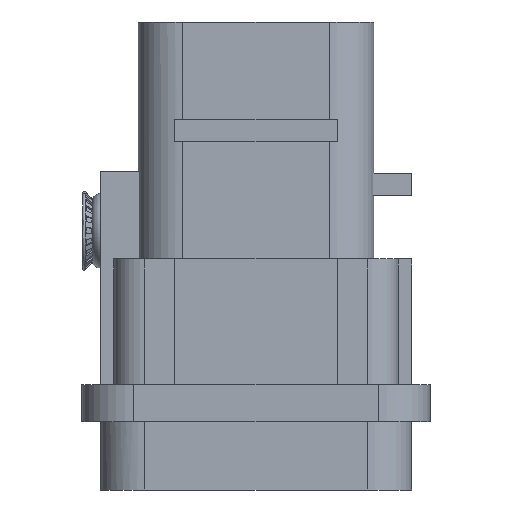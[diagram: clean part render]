
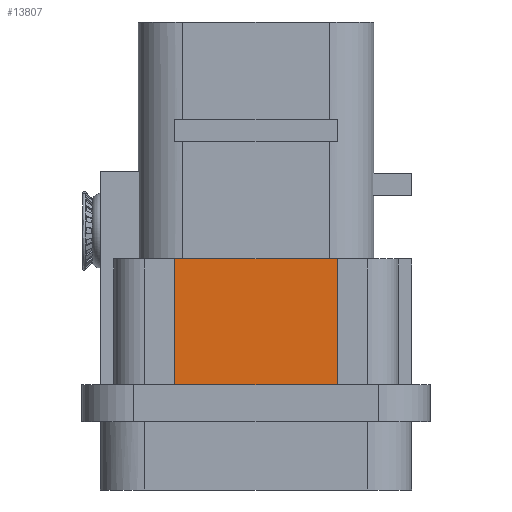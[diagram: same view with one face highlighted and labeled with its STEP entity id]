
A CAD part, front view. The second image highlights one B-rep face of the part: STEP entity #13807.
In plain terms, the highlighted planar face has unit normal (0, -1, 0).
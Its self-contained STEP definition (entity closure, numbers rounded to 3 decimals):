
#1277=DIRECTION('',(-1.,0.,0.));
#1278=VECTOR('',#1277,11.);
#1279=CARTESIAN_POINT('',(5.5,-10.5,7.1));
#1280=LINE('',#1279,#1278);
#1281=DIRECTION('',(0.,0.,-1.));
#1282=VECTOR('',#1281,8.5);
#1283=CARTESIAN_POINT('',(5.5,-10.5,15.6));
#1284=LINE('',#1283,#1282);
#1302=DIRECTION('',(0.,0.,-1.));
#1303=VECTOR('',#1302,8.5);
#1304=CARTESIAN_POINT('',(-5.5,-10.5,15.6));
#1305=LINE('',#1304,#1303);
#1359=DIRECTION('',(-1.,0.,0.));
#1360=VECTOR('',#1359,11.);
#1361=CARTESIAN_POINT('',(5.5,-10.5,15.6));
#1362=LINE('',#1361,#1360);
#11095=CARTESIAN_POINT('',(-5.5,-10.5,7.1));
#11096=VERTEX_POINT('',#11095);
#11099=CARTESIAN_POINT('',(5.5,-10.5,7.1));
#11100=VERTEX_POINT('',#11099);
#11109=CARTESIAN_POINT('',(5.5,-10.5,15.6));
#11110=VERTEX_POINT('',#11109);
#11113=CARTESIAN_POINT('',(-5.5,-10.5,15.6));
#11114=VERTEX_POINT('',#11113);
#13794=CARTESIAN_POINT('',(-10.5,-10.5,0.));
#13795=DIRECTION('',(0.,-1.,0.));
#13796=DIRECTION('',(1.,0.,0.));
#13797=AXIS2_PLACEMENT_3D('',#13794,#13795,#13796);
#13798=PLANE('',#13797);
#13799=ORIENTED_EDGE('',*,*,#13637,.T.);
#13801=ORIENTED_EDGE('',*,*,#13800,.F.);
#13803=ORIENTED_EDGE('',*,*,#13802,.F.);
#13804=ORIENTED_EDGE('',*,*,#13784,.T.);
#13805=EDGE_LOOP('',(#13799,#13801,#13803,#13804));
#13806=FACE_OUTER_BOUND('',#13805,.F.);
#13637=EDGE_CURVE('',#11100,#11096,#1280,.T.);
#13784=EDGE_CURVE('',#11110,#11100,#1284,.T.);
#13800=EDGE_CURVE('',#11114,#11096,#1305,.T.);
#13802=EDGE_CURVE('',#11110,#11114,#1362,.T.);
#13807=ADVANCED_FACE('',(#13806),#13798,.T.);
